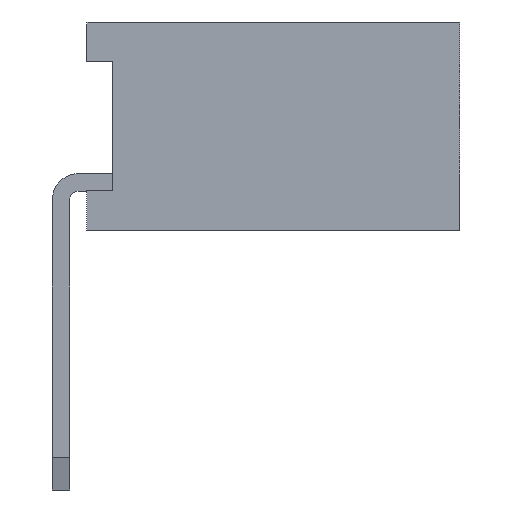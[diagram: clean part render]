
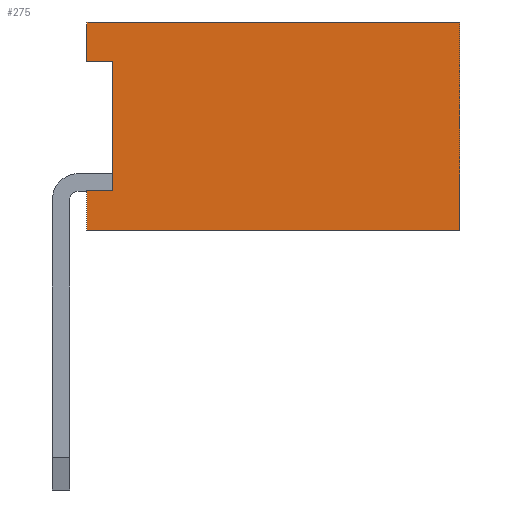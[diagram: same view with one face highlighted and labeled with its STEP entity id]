
A CAD part, left-side view. The second image highlights one B-rep face of the part: STEP entity #275.
In plain terms, the highlighted planar face has unit normal (-1, 0, 0).
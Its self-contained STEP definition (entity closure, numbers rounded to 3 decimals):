
#275=ADVANCED_FACE('',(#9124),#9126,.T.);
#9124=FACE_BOUND('',#9125,.T.);
#9125=EDGE_LOOP('',(#16175,#16176,#16177,#16178,#16179,#16180,#16181,#16182));
#9126=PLANE('',#9127);
#9127=AXIS2_PLACEMENT_3D('',#9128,#9129,#9130);
#9128=CARTESIAN_POINT('',(-1.,-4.6,0.));
#9129=DIRECTION('',(-1.,0.,0.));
#9130=DIRECTION('',(0.,0.,1.));
#16175=ORIENTED_EDGE('',*,*,#21449,.T.);
#16176=ORIENTED_EDGE('',*,*,#21521,.T.);
#16177=ORIENTED_EDGE('',*,*,#21382,.T.);
#16178=ORIENTED_EDGE('',*,*,#21520,.F.);
#16179=ORIENTED_EDGE('',*,*,#21522,.F.);
#16180=ORIENTED_EDGE('',*,*,#21523,.T.);
#16181=ORIENTED_EDGE('',*,*,#21524,.T.);
#16182=ORIENTED_EDGE('',*,*,#21515,.F.);
#21382=EDGE_CURVE('',#24063,#24060,#24064,.F.);
#21449=EDGE_CURVE('',#24197,#24195,#24198,.F.);
#21515=EDGE_CURVE('',#24197,#24322,#24323,.T.);
#21520=EDGE_CURVE('',#24329,#24060,#24331,.T.);
#21521=EDGE_CURVE('',#24195,#24063,#24332,.T.);
#21522=EDGE_CURVE('',#24333,#24329,#24334,.T.);
#21523=EDGE_CURVE('',#24333,#24335,#24336,.T.);
#21524=EDGE_CURVE('',#24335,#24322,#24337,.T.);
#24060=VERTEX_POINT('',#28465);
#24063=VERTEX_POINT('',#28470);
#24064=LINE('',#28471,#28472);
#24195=VERTEX_POINT('',#28734);
#24197=VERTEX_POINT('',#28738);
#24198=LINE('',#28739,#28740);
#24322=VERTEX_POINT('',#28995);
#24323=LINE('',#28996,#28997);
#24329=VERTEX_POINT('',#29010);
#24331=LINE('',#29014,#29015);
#24332=LINE('',#29017,#29018);
#24333=VERTEX_POINT('',#29020);
#24334=LINE('',#29021,#29022);
#24335=VERTEX_POINT('',#29024);
#24336=LINE('',#29025,#29026);
#24337=LINE('',#29028,#29029);
#28465=CARTESIAN_POINT('',(-1.,-0.3,0.45));
#28470=CARTESIAN_POINT('',(-1.,-0.6,0.45));
#28471=CARTESIAN_POINT('',(-1.,-0.3,0.45));
#28472=VECTOR('',#28473,1.);
#28473=DIRECTION('',(0.,-1.,0.));
#28734=CARTESIAN_POINT('',(-1.,-0.6,1.95));
#28738=CARTESIAN_POINT('',(-1.,-0.3,1.95));
#28739=CARTESIAN_POINT('',(-1.,-0.6,1.95));
#28740=VECTOR('',#28741,1.);
#28741=DIRECTION('',(0.,1.,0.));
#28995=CARTESIAN_POINT('',(-1.,-0.3,2.4));
#28996=CARTESIAN_POINT('',(-1.,-0.3,1.95));
#28997=VECTOR('',#28998,1.);
#28998=DIRECTION('',(0.,0.,1.));
#29010=CARTESIAN_POINT('',(-1.,-0.3,0.));
#29014=CARTESIAN_POINT('',(-1.,-0.3,0.));
#29015=VECTOR('',#29016,1.);
#29016=DIRECTION('',(0.,0.,1.));
#29017=CARTESIAN_POINT('',(-1.,-0.6,1.95));
#29018=VECTOR('',#29019,1.);
#29019=DIRECTION('',(0.,0.,-1.));
#29020=CARTESIAN_POINT('',(-1.,-4.6,0.));
#29021=CARTESIAN_POINT('',(-1.,-4.6,0.));
#29022=VECTOR('',#29023,1.);
#29023=DIRECTION('',(0.,1.,0.));
#29024=CARTESIAN_POINT('',(-1.,-4.6,2.4));
#29025=CARTESIAN_POINT('',(-1.,-4.6,0.));
#29026=VECTOR('',#29027,1.);
#29027=DIRECTION('',(0.,0.,1.));
#29028=CARTESIAN_POINT('',(-1.,-4.6,2.4));
#29029=VECTOR('',#29030,1.);
#29030=DIRECTION('',(0.,1.,0.));
